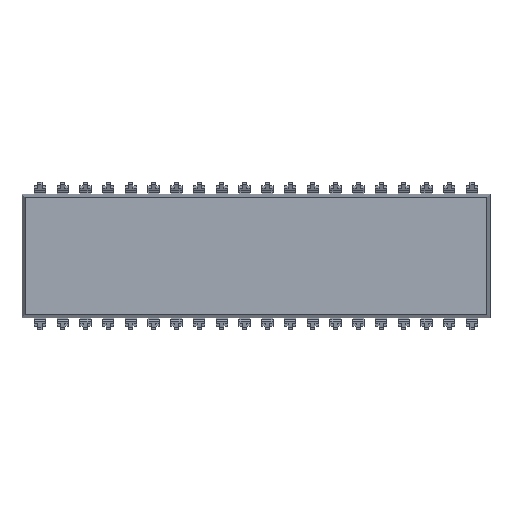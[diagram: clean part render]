
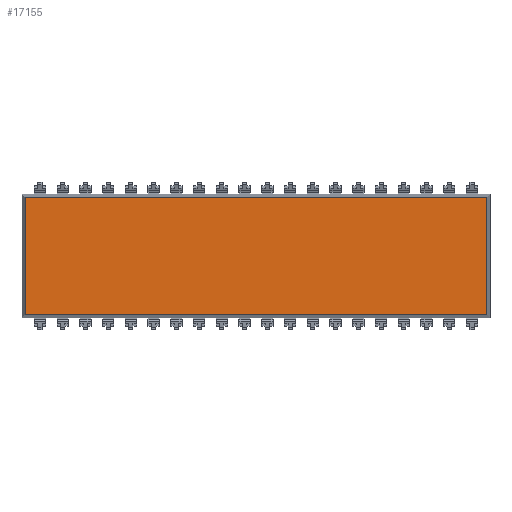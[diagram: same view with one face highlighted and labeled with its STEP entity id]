
A CAD part, front view. The second image highlights one B-rep face of the part: STEP entity #17155.
In plain terms, the highlighted planar face has unit normal (0, -1, 0).
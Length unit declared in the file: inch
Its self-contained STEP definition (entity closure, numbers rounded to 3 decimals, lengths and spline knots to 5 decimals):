
#285 = DIRECTION ( 'NONE',  ( 0., -1., 0. ) ) ;
#590 = CARTESIAN_POINT ( 'NONE',  ( 1.01463, 0.015, -0.2725 ) ) ;
#1443 = EDGE_LOOP ( 'NONE', ( #12247, #13671, #3690, #14174 ) ) ;
#1481 = VERTEX_POINT ( 'NONE', #9110 ) ;
#1653 = AXIS2_PLACEMENT_3D ( 'NONE', #15831, #285, #7325 ) ;
#2051 = CARTESIAN_POINT ( 'NONE',  ( -1.01463, 0.015, 0.2725 ) ) ;
#2598 = DIRECTION ( 'NONE',  ( -1., 0., 0. ) ) ;
#2663 = CARTESIAN_POINT ( 'NONE',  ( 1.029, 0.015, 0.25813 ) ) ;
#3690 = ORIENTED_EDGE ( 'NONE', *, *, #17685, .T. ) ;
#6953 = FACE_OUTER_BOUND ( 'NONE', #1443, .T. ) ;
#7325 = DIRECTION ( 'NONE',  ( 0., 0., -1. ) ) ;
#7392 = PLANE ( 'NONE',  #1653 ) ;
#8432 = VERTEX_POINT ( 'NONE', #9923 ) ;
#8768 = VECTOR ( 'NONE', #10390, 39.37008 ) ;
#8864 = CARTESIAN_POINT ( 'NONE',  ( -1.029, 0.015, -0.25813 ) ) ;
#9110 = CARTESIAN_POINT ( 'NONE',  ( 1.01463, 0.015, 0.25813 ) ) ;
#9905 = LINE ( 'NONE', #2051, #12542 ) ;
#9923 = CARTESIAN_POINT ( 'NONE',  ( 1.01463, 0.015, -0.25813 ) ) ;
#10390 = DIRECTION ( 'NONE',  ( 0., 0., 1. ) ) ;
#10754 = LINE ( 'NONE', #8864, #14675 ) ;
#12032 = CARTESIAN_POINT ( 'NONE',  ( -1.01463, 0.015, -0.25813 ) ) ;
#12045 = DIRECTION ( 'NONE',  ( 0., 0., -1. ) ) ;
#12247 = ORIENTED_EDGE ( 'NONE', *, *, #16188, .T. ) ;
#12505 = LINE ( 'NONE', #590, #8768 ) ;
#12542 = VECTOR ( 'NONE', #12045, 39.37008 ) ;
#13181 = LINE ( 'NONE', #2663, #14015 ) ;
#13671 = ORIENTED_EDGE ( 'NONE', *, *, #16215, .T. ) ;
#14015 = VECTOR ( 'NONE', #2598, 39.37008 ) ;
#14174 = ORIENTED_EDGE ( 'NONE', *, *, #17389, .T. ) ;
#14675 = VECTOR ( 'NONE', #15881, 39.37008 ) ;
#15831 = CARTESIAN_POINT ( 'NONE',  ( 0., 0.015, 0. ) ) ;
#15881 = DIRECTION ( 'NONE',  ( 1., 0., 0. ) ) ;
#16188 = EDGE_CURVE ( 'NONE', #16747, #8432, #10754, .T. ) ;
#16215 = EDGE_CURVE ( 'NONE', #8432, #1481, #12505, .T. ) ;
#16281 = CARTESIAN_POINT ( 'NONE',  ( -1.01463, 0.015, 0.25813 ) ) ;
#16747 = VERTEX_POINT ( 'NONE', #12032 ) ;
#17155 = ADVANCED_FACE ( 'NONE', ( #6953 ), #7392, .T. ) ;
#17389 = EDGE_CURVE ( 'NONE', #17555, #16747, #9905, .T. ) ;
#17555 = VERTEX_POINT ( 'NONE', #16281 ) ;
#17685 = EDGE_CURVE ( 'NONE', #1481, #17555, #13181, .T. ) ;
